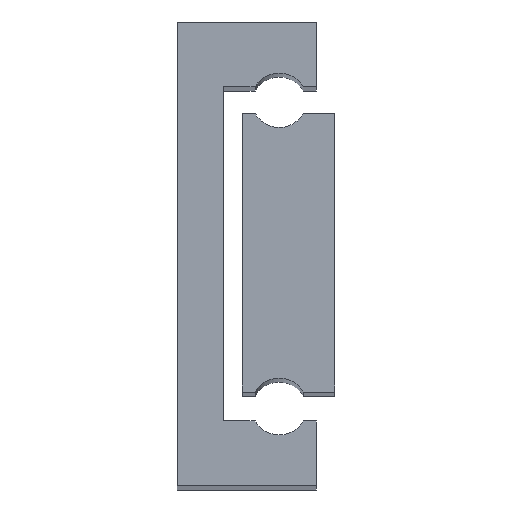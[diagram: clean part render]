
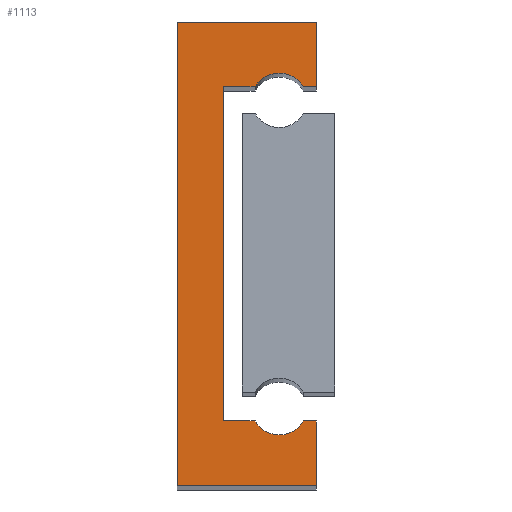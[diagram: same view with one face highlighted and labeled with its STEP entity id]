
A CAD part, top view. The second image highlights one B-rep face of the part: STEP entity #1113.
In plain terms, the highlighted planar face has unit normal (0, 0, 1).
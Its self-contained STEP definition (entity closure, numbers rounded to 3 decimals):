
#1 = VERTEX_POINT ( 'NONE', #252 ) ;
#3 = DIRECTION ( 'NONE',  ( 1., 0., 0. ) ) ;
#24 = VERTEX_POINT ( 'NONE', #966 ) ;
#35 = CARTESIAN_POINT ( 'NONE',  ( 0., 0., 125. ) ) ;
#58 = VERTEX_POINT ( 'NONE', #1218 ) ;
#87 = DIRECTION ( 'NONE',  ( -1., 0., 0. ) ) ;
#120 = VERTEX_POINT ( 'NONE', #717 ) ;
#122 = EDGE_CURVE ( 'NONE', #1682, #903, #580, .T. ) ;
#140 = PLANE ( 'NONE',  #1447 ) ;
#188 = CARTESIAN_POINT ( 'NONE',  ( 15., 7., 125. ) ) ;
#199 = VERTEX_POINT ( 'NONE', #1158 ) ;
#214 = DIRECTION ( 'NONE',  ( 0., -1., 0. ) ) ;
#252 = CARTESIAN_POINT ( 'NONE',  ( 13.598, 43., 125. ) ) ;
#257 = CARTESIAN_POINT ( 'NONE',  ( 0., 50., 125. ) ) ;
#262 = ORIENTED_EDGE ( 'NONE', *, *, #1473, .T. ) ;
#265 = FACE_OUTER_BOUND ( 'NONE', #1701, .T. ) ;
#275 = DIRECTION ( 'NONE',  ( 0., 1., 0. ) ) ;
#295 = ORIENTED_EDGE ( 'NONE', *, *, #566, .T. ) ;
#306 = CIRCLE ( 'NONE', #1197, 3. ) ;
#321 = EDGE_CURVE ( 'NONE', #785, #1, #904, .T. ) ;
#327 = EDGE_CURVE ( 'NONE', #199, #24, #1259, .T. ) ;
#374 = DIRECTION ( 'NONE',  ( -1., 0., 0. ) ) ;
#382 = ORIENTED_EDGE ( 'NONE', *, *, #122, .T. ) ;
#386 = VERTEX_POINT ( 'NONE', #1726 ) ;
#391 = DIRECTION ( 'NONE',  ( 0., 0., -1. ) ) ;
#404 = CARTESIAN_POINT ( 'NONE',  ( 8.402, 43., 125. ) ) ;
#430 = AXIS2_PLACEMENT_3D ( 'NONE', #540, #1094, #87 ) ;
#444 = EDGE_CURVE ( 'NONE', #58, #1682, #1435, .T. ) ;
#476 = ORIENTED_EDGE ( 'NONE', *, *, #327, .T. ) ;
#513 = VECTOR ( 'NONE', #3, 1000. ) ;
#531 = VECTOR ( 'NONE', #1405, 1000. ) ;
#540 = CARTESIAN_POINT ( 'NONE',  ( 11., 41.5, 125. ) ) ;
#566 = EDGE_CURVE ( 'NONE', #120, #58, #1457, .T. ) ;
#580 = LINE ( 'NONE', #1436, #1596 ) ;
#615 = VERTEX_POINT ( 'NONE', #647 ) ;
#626 = LINE ( 'NONE', #1193, #1087 ) ;
#646 = VECTOR ( 'NONE', #1214, 1000. ) ;
#647 = CARTESIAN_POINT ( 'NONE',  ( 13.598, 7., 125. ) ) ;
#650 = ORIENTED_EDGE ( 'NONE', *, *, #321, .T. ) ;
#655 = EDGE_CURVE ( 'NONE', #1, #199, #626, .T. ) ;
#660 = DIRECTION ( 'NONE',  ( 0., 1., 0. ) ) ;
#664 = CARTESIAN_POINT ( 'NONE',  ( 11., 8.5, 125. ) ) ;
#695 = CARTESIAN_POINT ( 'NONE',  ( 15., 50., 125. ) ) ;
#697 = DIRECTION ( 'NONE',  ( 0., 0., -1. ) ) ;
#701 = CARTESIAN_POINT ( 'NONE',  ( 5., 7., 125. ) ) ;
#708 = DIRECTION ( 'NONE',  ( -1., 0., 0. ) ) ;
#717 = CARTESIAN_POINT ( 'NONE',  ( 0., 50., 125. ) ) ;
#729 = ORIENTED_EDGE ( 'NONE', *, *, #1373, .T. ) ;
#731 = CARTESIAN_POINT ( 'NONE',  ( 15., 7., 125. ) ) ;
#773 = LINE ( 'NONE', #188, #646 ) ;
#783 = CARTESIAN_POINT ( 'NONE',  ( 8.402, 43., 125. ) ) ;
#785 = VERTEX_POINT ( 'NONE', #404 ) ;
#822 = CARTESIAN_POINT ( 'NONE',  ( 8.402, 7., 125. ) ) ;
#825 = DIRECTION ( 'NONE',  ( 0., 1., 0. ) ) ;
#903 = VERTEX_POINT ( 'NONE', #731 ) ;
#904 = CIRCLE ( 'NONE', #430, 3. ) ;
#906 = LINE ( 'NONE', #783, #1209 ) ;
#936 = VECTOR ( 'NONE', #214, 1000. ) ;
#941 = CARTESIAN_POINT ( 'NONE',  ( 5., 43., 125. ) ) ;
#966 = CARTESIAN_POINT ( 'NONE',  ( 15., 50., 125. ) ) ;
#972 = LINE ( 'NONE', #822, #1803 ) ;
#983 = EDGE_CURVE ( 'NONE', #615, #1201, #306, .T. ) ;
#1016 = CARTESIAN_POINT ( 'NONE',  ( 0., 0., 125. ) ) ;
#1039 = ORIENTED_EDGE ( 'NONE', *, *, #655, .T. ) ;
#1043 = CARTESIAN_POINT ( 'NONE',  ( 8.402, 7., 125. ) ) ;
#1087 = VECTOR ( 'NONE', #1616, 1000. ) ;
#1094 = DIRECTION ( 'NONE',  ( 0., 0., -1. ) ) ;
#1113 = ADVANCED_FACE ( 'NONE', ( #265 ), #140, .F. ) ;
#1140 = CARTESIAN_POINT ( 'NONE',  ( 11., 41.5, 125. ) ) ;
#1158 = CARTESIAN_POINT ( 'NONE',  ( 15., 43., 125. ) ) ;
#1193 = CARTESIAN_POINT ( 'NONE',  ( 15., 43., 125. ) ) ;
#1197 = AXIS2_PLACEMENT_3D ( 'NONE', #664, #391, #1210 ) ;
#1201 = VERTEX_POINT ( 'NONE', #1043 ) ;
#1209 = VECTOR ( 'NONE', #1339, 1000. ) ;
#1210 = DIRECTION ( 'NONE',  ( 1., 0., 0. ) ) ;
#1214 = DIRECTION ( 'NONE',  ( -1., 0., 0. ) ) ;
#1218 = CARTESIAN_POINT ( 'NONE',  ( 0., 0., 125. ) ) ;
#1231 = VECTOR ( 'NONE', #660, 1000. ) ;
#1244 = EDGE_CURVE ( 'NONE', #903, #615, #773, .T. ) ;
#1253 = EDGE_CURVE ( 'NONE', #1383, #785, #906, .T. ) ;
#1259 = LINE ( 'NONE', #695, #1231 ) ;
#1310 = ORIENTED_EDGE ( 'NONE', *, *, #1253, .T. ) ;
#1339 = DIRECTION ( 'NONE',  ( 1., 0., 0. ) ) ;
#1347 = EDGE_CURVE ( 'NONE', #1201, #386, #972, .T. ) ;
#1373 = EDGE_CURVE ( 'NONE', #24, #120, #1396, .T. ) ;
#1383 = VERTEX_POINT ( 'NONE', #941 ) ;
#1394 = VECTOR ( 'NONE', #275, 1000. ) ;
#1396 = LINE ( 'NONE', #257, #531 ) ;
#1405 = DIRECTION ( 'NONE',  ( -1., 0., 0. ) ) ;
#1407 = ORIENTED_EDGE ( 'NONE', *, *, #1244, .T. ) ;
#1413 = LINE ( 'NONE', #701, #1394 ) ;
#1416 = ORIENTED_EDGE ( 'NONE', *, *, #444, .T. ) ;
#1435 = LINE ( 'NONE', #1016, #513 ) ;
#1436 = CARTESIAN_POINT ( 'NONE',  ( 15., 0., 125. ) ) ;
#1447 = AXIS2_PLACEMENT_3D ( 'NONE', #1140, #697, #708 ) ;
#1457 = LINE ( 'NONE', #35, #936 ) ;
#1473 = EDGE_CURVE ( 'NONE', #386, #1383, #1413, .T. ) ;
#1481 = ORIENTED_EDGE ( 'NONE', *, *, #1347, .T. ) ;
#1596 = VECTOR ( 'NONE', #825, 1000. ) ;
#1616 = DIRECTION ( 'NONE',  ( 1., 0., 0. ) ) ;
#1622 = CARTESIAN_POINT ( 'NONE',  ( 15., 0., 125. ) ) ;
#1682 = VERTEX_POINT ( 'NONE', #1622 ) ;
#1701 = EDGE_LOOP ( 'NONE', ( #295, #1416, #382, #1407, #1762, #1481, #262, #1310, #650, #1039, #476, #729 ) ) ;
#1726 = CARTESIAN_POINT ( 'NONE',  ( 5., 7., 125. ) ) ;
#1762 = ORIENTED_EDGE ( 'NONE', *, *, #983, .T. ) ;
#1803 = VECTOR ( 'NONE', #374, 1000. ) ;
